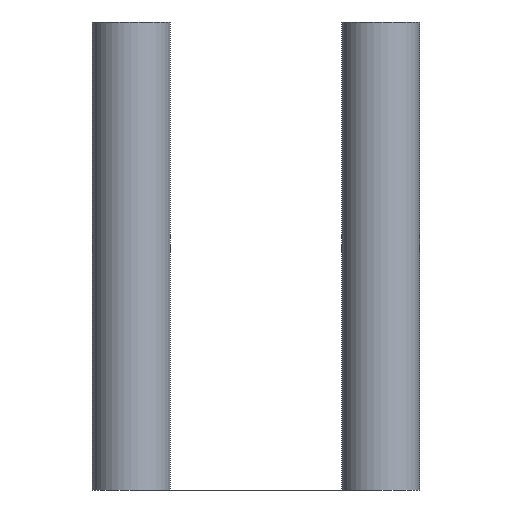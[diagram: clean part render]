
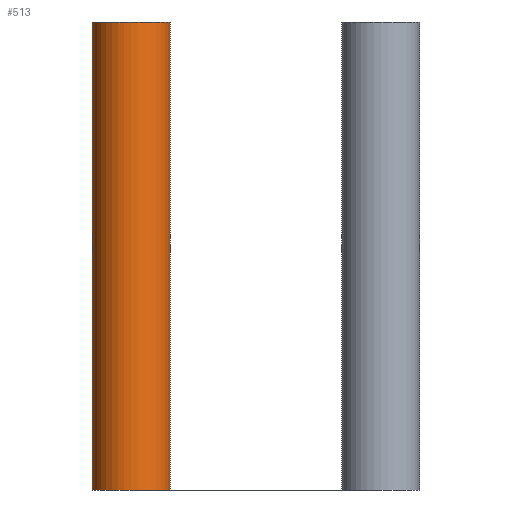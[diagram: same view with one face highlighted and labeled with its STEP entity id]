
A CAD part, left-side view. The second image highlights one B-rep face of the part: STEP entity #513.
In plain terms, the highlighted cylindrical face has radius 2.5 mm (diameter 5 mm), a full revolution.
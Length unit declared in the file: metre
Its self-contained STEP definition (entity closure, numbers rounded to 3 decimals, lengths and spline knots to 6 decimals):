
#513 = ADVANCED_FACE( '', ( #573, #574 ), #575, .T. );
#573 = FACE_OUTER_BOUND( '', #655, .T. );
#574 = FACE_OUTER_BOUND( '', #656, .T. );
#575 = CYLINDRICAL_SURFACE( '', #657, 0.0025 );
#655 = EDGE_LOOP( '', ( #731 ) );
#656 = EDGE_LOOP( '', ( #732 ) );
#657 = AXIS2_PLACEMENT_3D( '', #733, #734, #735 );
#731 = ORIENTED_EDGE( '', *, *, #849, .F. );
#732 = ORIENTED_EDGE( '', *, *, #848, .T. );
#733 = CARTESIAN_POINT( '', ( -0.032, 0., 0.03 ) );
#734 = DIRECTION( '', ( 0., 0., 1. ) );
#735 = DIRECTION( '', ( -1., 0., 0. ) );
#848 = EDGE_CURVE( '', #876, #876, #877, .T. );
#849 = EDGE_CURVE( '', #878, #878, #879, .T. );
#876 = VERTEX_POINT( '', #932 );
#877 = CIRCLE( '', #933, 0.0025 );
#878 = VERTEX_POINT( '', #934 );
#879 = CIRCLE( '', #935, 0.0025 );
#932 = CARTESIAN_POINT( '', ( -0.0295, 0., 0. ) );
#933 = AXIS2_PLACEMENT_3D( '', #1000, #1001, #1002 );
#934 = CARTESIAN_POINT( '', ( -0.0295, 0., 0.03 ) );
#935 = AXIS2_PLACEMENT_3D( '', #1003, #1004, #1005 );
#1000 = CARTESIAN_POINT( '', ( -0.032, 0., 0. ) );
#1001 = DIRECTION( '', ( 0., 0., 1. ) );
#1002 = DIRECTION( '', ( 1., 0., 0. ) );
#1003 = CARTESIAN_POINT( '', ( -0.032, 0., 0.03 ) );
#1004 = DIRECTION( '', ( 0., 0., 1. ) );
#1005 = DIRECTION( '', ( 1., 0., 0. ) );
